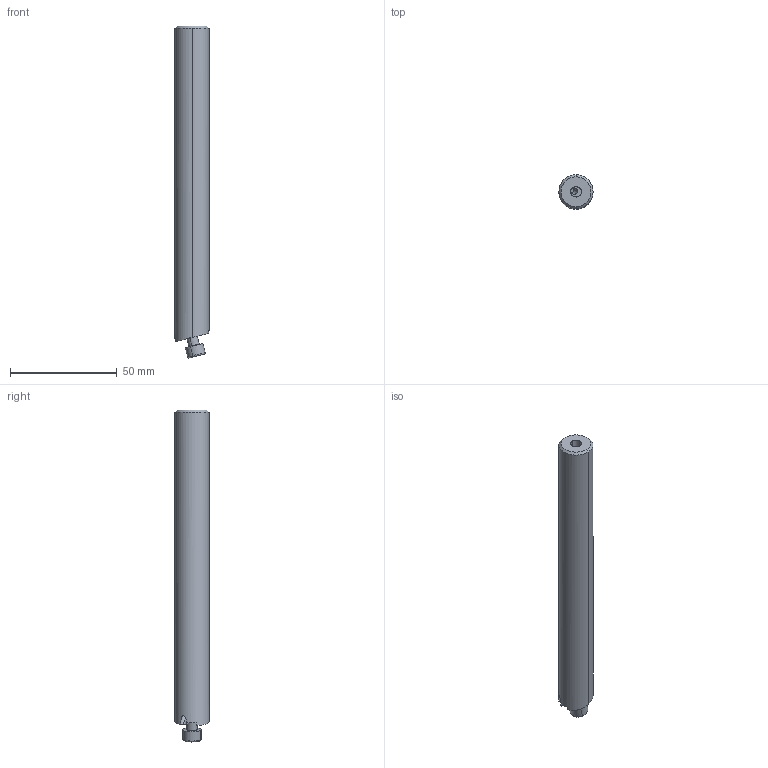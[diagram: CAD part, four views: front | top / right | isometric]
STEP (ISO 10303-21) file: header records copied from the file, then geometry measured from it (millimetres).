
FILE_DESCRIPTION(('no description'),'unknown implementation level');
FILE_NAME('68492F91-76F4-4666-A1F8-A89045498C0A_export.stp',' ',('CIMSOURCE GmbH'),('CADClick - KiM GmbH - www.kimweb.de'),'unknown preprocess','ACIS','unknown authorization');
FILE_SCHEMA(('automotive_design'));
Length unit declared in the file: millimetre
Products named in the file (2): 615.266 Kaiser D16 X 148HM|690.113 Kaiser ETL M5 X 10A;Hex; 615.266 Kaiser D16 X 148HM|615.266 Kaiser D16 X 148HM;Rotation2
Bounding box: 16 x 16 x 155.72 mm (x, y, z)
Volume: 26876.3 mm3; surface area: 10476.9 mm2
Topology: 2 solids, 2 shells, 60 faces, 154 edges, 95 vertices
Faces by surface type: plane 28, cylinder 19, cone 9, torus 4
Entity records: 3662 total; most frequent: CARTESIAN_POINT 471, STYLED_ITEM 309, PRESENTATION_STYLE_ASSIGNMENT 309, COLOUR_RGB 309, DIRECTION 306, ORIENTED_EDGE 304, EDGE_CURVE 152, CURVE_STYLE 152
